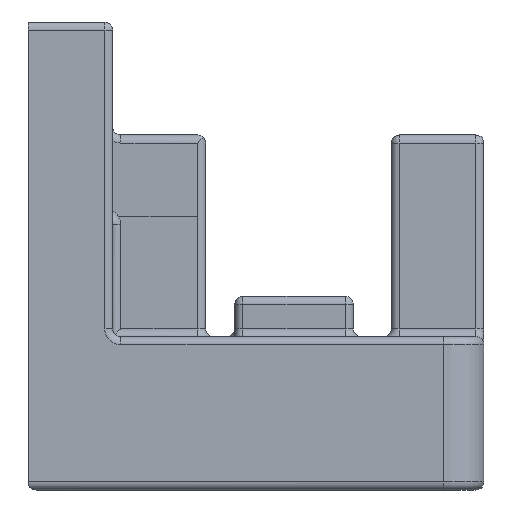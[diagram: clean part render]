
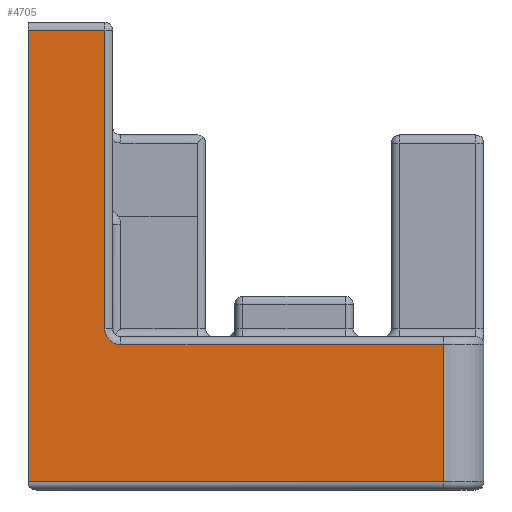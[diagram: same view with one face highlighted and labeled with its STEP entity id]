
A CAD part, left-side view. The second image highlights one B-rep face of the part: STEP entity #4705.
In plain terms, the highlighted planar face has unit normal (-1, 0, 0).
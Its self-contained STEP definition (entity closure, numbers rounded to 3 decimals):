
#79=PLANE('',#5127);
#293=FACE_OUTER_BOUND('',#606,.T.);
#606=EDGE_LOOP('',(#3467,#3468,#3469,#3470,#3471,#3472,#3473));
#934=CIRCLE('',#5054,2.);
#1190=LINE('',#7410,#1591);
#1198=LINE('',#7452,#1599);
#1200=LINE('',#7467,#1601);
#1204=LINE('',#7482,#1605);
#1206=LINE('',#7485,#1607);
#1286=LINE('',#7700,#1687);
#1591=VECTOR('',#5781,10.);
#1599=VECTOR('',#5827,10.);
#1601=VECTOR('',#5843,10.);
#1605=VECTOR('',#5861,10.);
#1607=VECTOR('',#5865,10.);
#1687=VECTOR('',#6057,10.);
#2055=VERTEX_POINT('',#7403);
#2057=VERTEX_POINT('',#7408);
#2071=VERTEX_POINT('',#7446);
#2072=VERTEX_POINT('',#7448);
#2073=VERTEX_POINT('',#7454);
#2077=VERTEX_POINT('',#7463);
#2081=VERTEX_POINT('',#7475);
#2507=EDGE_CURVE('',#2057,#2055,#1190,.T.);
#2526=EDGE_CURVE('',#2071,#2072,#934,.T.);
#2528=EDGE_CURVE('',#2055,#2071,#1198,.T.);
#2535=EDGE_CURVE('',#2073,#2077,#1200,.T.);
#2543=EDGE_CURVE('',#2072,#2081,#1204,.T.);
#2545=EDGE_CURVE('',#2081,#2073,#1206,.T.);
#2658=EDGE_CURVE('',#2077,#2057,#1286,.T.);
#3467=ORIENTED_EDGE('',*,*,#2535,.F.);
#3468=ORIENTED_EDGE('',*,*,#2545,.F.);
#3469=ORIENTED_EDGE('',*,*,#2543,.F.);
#3470=ORIENTED_EDGE('',*,*,#2526,.F.);
#3471=ORIENTED_EDGE('',*,*,#2528,.F.);
#3472=ORIENTED_EDGE('',*,*,#2507,.F.);
#3473=ORIENTED_EDGE('',*,*,#2658,.F.);
#4705=ADVANCED_FACE('',(#293),#79,.T.);
#5054=AXIS2_PLACEMENT_3D('',#7449,#5821,#5822);
#5127=AXIS2_PLACEMENT_3D('',#7699,#6055,#6056);
#5781=DIRECTION('',(0.,-1.,0.));
#5821=DIRECTION('center_axis',(-1.,0.,0.));
#5822=DIRECTION('ref_axis',(0.,0.707,-0.707));
#5827=DIRECTION('',(0.,0.,-1.));
#5843=DIRECTION('',(0.,1.,0.));
#5861=DIRECTION('',(0.,-1.,0.));
#5865=DIRECTION('',(0.,0.,-1.));
#6055=DIRECTION('center_axis',(-1.,0.,0.));
#6056=DIRECTION('ref_axis',(0.,0.,-1.));
#6057=DIRECTION('',(0.,0.,1.));
#7403=CARTESIAN_POINT('',(-2.,-7.,-1.));
#7408=CARTESIAN_POINT('',(-2.,2.5,-1.));
#7410=CARTESIAN_POINT('',(-2.,0.,-1.));
#7446=CARTESIAN_POINT('',(-2.,-7.,-38.));
#7448=CARTESIAN_POINT('',(-2.,-9.,-40.));
#7449=CARTESIAN_POINT('Origin',(-2.,-9.,-38.));
#7452=CARTESIAN_POINT('',(-2.,-7.,-14.5));
#7454=CARTESIAN_POINT('',(-2.,-49.,-57.));
#7463=CARTESIAN_POINT('',(-2.,2.5,-57.));
#7467=CARTESIAN_POINT('',(-2.,0.,-57.));
#7475=CARTESIAN_POINT('',(-2.,-49.,-40.));
#7482=CARTESIAN_POINT('',(-2.,-4.,-40.));
#7485=CARTESIAN_POINT('',(-2.,-49.,-24.25));
#7699=CARTESIAN_POINT('Origin',(-2.,0.,0.));
#7700=CARTESIAN_POINT('',(-2.,2.5,-58.));
